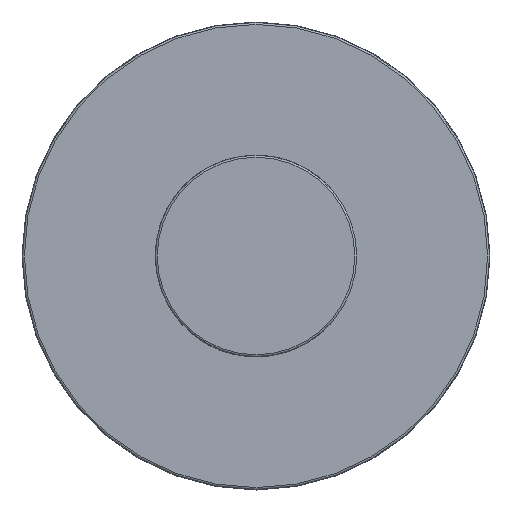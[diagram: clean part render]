
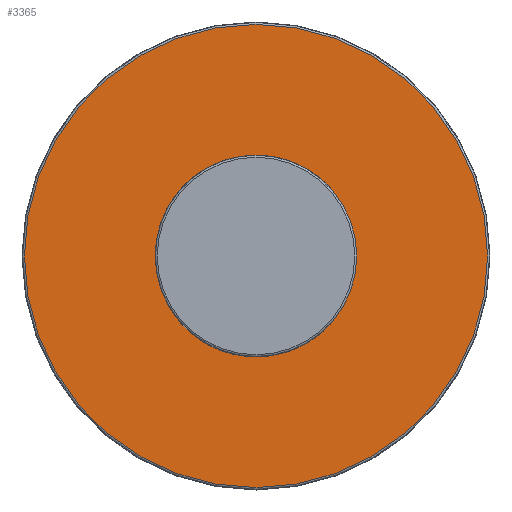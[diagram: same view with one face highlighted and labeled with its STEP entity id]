
A CAD part, front view. The second image highlights one B-rep face of the part: STEP entity #3365.
In plain terms, the highlighted planar face has unit normal (0, -1, 0).
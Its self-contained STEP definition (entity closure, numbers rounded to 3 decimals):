
#1659=ORIENTED_EDGE('',*,*,#2154,.T.);
#1660=ORIENTED_EDGE('',*,*,#2153,.T.);
#2153=EDGE_CURVE('',#2458,#2458,#2597,.T.);
#2154=EDGE_CURVE('',#2459,#2459,#2598,.T.);
#2458=VERTEX_POINT('',#9517);
#2459=VERTEX_POINT('',#9520);
#2597=CIRCLE('',#3771,34.485);
#2598=CIRCLE('',#3773,11.2);
#2840=EDGE_LOOP('',(#1659));
#2841=EDGE_LOOP('',(#1660));
#3087=FACE_BOUND('',#2840,.T.);
#3088=FACE_BOUND('',#2841,.T.);
#3150=PLANE('',#3772);
#3365=ADVANCED_FACE('',(#3087,#3088),#3150,.F.);
#3771=AXIS2_PLACEMENT_3D('',#9516,#4607,#4608);
#3772=AXIS2_PLACEMENT_3D('',#9518,#4609,#4610);
#3773=AXIS2_PLACEMENT_3D('',#9519,#4611,#4612);
#4607=DIRECTION('',(0.,-1.,0.));
#4608=DIRECTION('',(-1.,0.,0.));
#4609=DIRECTION('',(0.,1.,0.));
#4610=DIRECTION('',(1.,0.,0.));
#4611=DIRECTION('',(0.,1.,0.));
#4612=DIRECTION('',(0.,0.,1.));
#9516=CARTESIAN_POINT('',(0.,-2.,0.));
#9517=CARTESIAN_POINT('',(-34.485,-2.,0.));
#9518=CARTESIAN_POINT('',(0.,-2.,0.));
#9519=CARTESIAN_POINT('',(0.,-2.,0.));
#9520=CARTESIAN_POINT('',(0.,-2.,11.2));
